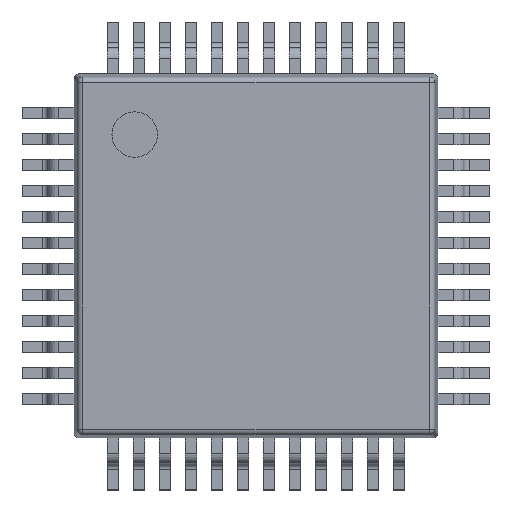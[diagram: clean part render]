
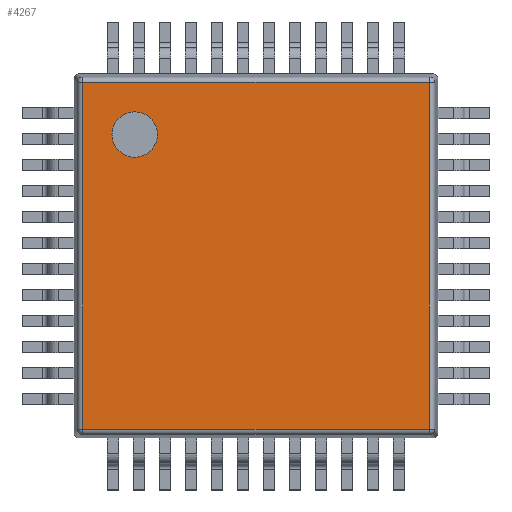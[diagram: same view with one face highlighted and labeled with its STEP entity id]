
A CAD part, top view. The second image highlights one B-rep face of the part: STEP entity #4267.
In plain terms, the highlighted planar face has unit normal (0, 0, 1).
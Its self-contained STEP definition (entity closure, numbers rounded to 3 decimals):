
#3171 = CYLINDRICAL_SURFACE('',#3172,0.1);
#3172 = AXIS2_PLACEMENT_3D('',#3173,#3174,#3175);
#3173 = CARTESIAN_POINT('',(0.164,0.074,1.5));
#3174 = DIRECTION('',(0.,1.,-0.));
#3175 = DIRECTION('',(-0.995,0.,0.105));
#3820 = VERTEX_POINT('',#3821);
#3821 = CARTESIAN_POINT('',(0.164,0.164,1.6));
#3841 = EDGE_CURVE('',#3820,#3842,#3844,.T.);
#3842 = VERTEX_POINT('',#3843);
#3843 = CARTESIAN_POINT('',(0.164,6.836,1.6));
#3844 = SURFACE_CURVE('',#3845,(#3849,#3856),.PCURVE_S1.);
#3845 = LINE('',#3846,#3847);
#3846 = CARTESIAN_POINT('',(0.164,0.074,1.6));
#3847 = VECTOR('',#3848,1.);
#3848 = DIRECTION('',(0.,1.,-0.));
#3849 = PCURVE('',#3171,#3850);
#3850 = DEFINITIONAL_REPRESENTATION('',(#3851),#3855);
#3851 = LINE('',#3852,#3853);
#3852 = CARTESIAN_POINT('',(1.466,0.));
#3853 = VECTOR('',#3854,1.);
#3854 = DIRECTION('',(0.,1.));
#3855 = ( GEOMETRIC_REPRESENTATION_CONTEXT(2) 
PARAMETRIC_REPRESENTATION_CONTEXT() REPRESENTATION_CONTEXT('2D SPACE',''
  ) );
#3856 = PCURVE('',#3857,#3862);
#3857 = PLANE('',#3858);
#3858 = AXIS2_PLACEMENT_3D('',#3859,#3860,#3861);
#3859 = CARTESIAN_POINT('',(0.,0.,1.6));
#3860 = DIRECTION('',(0.,0.,1.));
#3861 = DIRECTION('',(1.,0.,-0.));
#3862 = DEFINITIONAL_REPRESENTATION('',(#3863),#3867);
#3863 = LINE('',#3864,#3865);
#3864 = CARTESIAN_POINT('',(0.164,0.074));
#3865 = VECTOR('',#3866,1.);
#3866 = DIRECTION('',(0.,1.));
#3867 = ( GEOMETRIC_REPRESENTATION_CONTEXT(2) 
PARAMETRIC_REPRESENTATION_CONTEXT() REPRESENTATION_CONTEXT('2D SPACE',''
  ) );
#4037 = CYLINDRICAL_SURFACE('',#4038,0.1);
#4038 = AXIS2_PLACEMENT_3D('',#4039,#4040,#4041);
#4039 = CARTESIAN_POINT('',(0.074,6.836,1.5));
#4040 = DIRECTION('',(1.,0.,0.));
#4041 = DIRECTION('',(-0.,0.995,0.105));
#4210 = CYLINDRICAL_SURFACE('',#4211,0.1);
#4211 = AXIS2_PLACEMENT_3D('',#4212,#4213,#4214);
#4212 = CARTESIAN_POINT('',(0.074,0.164,1.5));
#4213 = DIRECTION('',(1.,-0.,0.));
#4214 = DIRECTION('',(-0.,-0.995,0.105));
#4267 = ADVANCED_FACE('',(#4268,#4343),#3857,.T.);
#4268 = FACE_BOUND('',#4269,.T.);
#4269 = EDGE_LOOP('',(#4270,#4271,#4294,#4322));
#4270 = ORIENTED_EDGE('',*,*,#3841,.F.);
#4271 = ORIENTED_EDGE('',*,*,#4272,.T.);
#4272 = EDGE_CURVE('',#3820,#4273,#4275,.T.);
#4273 = VERTEX_POINT('',#4274);
#4274 = CARTESIAN_POINT('',(6.836,0.164,1.6));
#4275 = SURFACE_CURVE('',#4276,(#4280,#4287),.PCURVE_S1.);
#4276 = LINE('',#4277,#4278);
#4277 = CARTESIAN_POINT('',(0.074,0.164,1.6));
#4278 = VECTOR('',#4279,1.);
#4279 = DIRECTION('',(1.,-0.,0.));
#4280 = PCURVE('',#3857,#4281);
#4281 = DEFINITIONAL_REPRESENTATION('',(#4282),#4286);
#4282 = LINE('',#4283,#4284);
#4283 = CARTESIAN_POINT('',(0.074,0.164));
#4284 = VECTOR('',#4285,1.);
#4285 = DIRECTION('',(1.,0.));
#4286 = ( GEOMETRIC_REPRESENTATION_CONTEXT(2) 
PARAMETRIC_REPRESENTATION_CONTEXT() REPRESENTATION_CONTEXT('2D SPACE',''
  ) );
#4287 = PCURVE('',#4210,#4288);
#4288 = DEFINITIONAL_REPRESENTATION('',(#4289),#4293);
#4289 = LINE('',#4290,#4291);
#4290 = CARTESIAN_POINT('',(-1.466,0.));
#4291 = VECTOR('',#4292,1.);
#4292 = DIRECTION('',(-0.,1.));
#4293 = ( GEOMETRIC_REPRESENTATION_CONTEXT(2) 
PARAMETRIC_REPRESENTATION_CONTEXT() REPRESENTATION_CONTEXT('2D SPACE',''
  ) );
#4294 = ORIENTED_EDGE('',*,*,#4295,.T.);
#4295 = EDGE_CURVE('',#4273,#4296,#4298,.T.);
#4296 = VERTEX_POINT('',#4297);
#4297 = CARTESIAN_POINT('',(6.836,6.836,1.6));
#4298 = SURFACE_CURVE('',#4299,(#4303,#4310),.PCURVE_S1.);
#4299 = LINE('',#4300,#4301);
#4300 = CARTESIAN_POINT('',(6.836,0.074,1.6));
#4301 = VECTOR('',#4302,1.);
#4302 = DIRECTION('',(0.,1.,-0.));
#4303 = PCURVE('',#3857,#4304);
#4304 = DEFINITIONAL_REPRESENTATION('',(#4305),#4309);
#4305 = LINE('',#4306,#4307);
#4306 = CARTESIAN_POINT('',(6.836,0.074));
#4307 = VECTOR('',#4308,1.);
#4308 = DIRECTION('',(0.,1.));
#4309 = ( GEOMETRIC_REPRESENTATION_CONTEXT(2) 
PARAMETRIC_REPRESENTATION_CONTEXT() REPRESENTATION_CONTEXT('2D SPACE',''
  ) );
#4310 = PCURVE('',#4311,#4316);
#4311 = CYLINDRICAL_SURFACE('',#4312,0.1);
#4312 = AXIS2_PLACEMENT_3D('',#4313,#4314,#4315);
#4313 = CARTESIAN_POINT('',(6.836,0.074,1.5));
#4314 = DIRECTION('',(0.,1.,-0.));
#4315 = DIRECTION('',(0.,0.,1.));
#4316 = DEFINITIONAL_REPRESENTATION('',(#4317),#4321);
#4317 = LINE('',#4318,#4319);
#4318 = CARTESIAN_POINT('',(0.,0.));
#4319 = VECTOR('',#4320,1.);
#4320 = DIRECTION('',(0.,1.));
#4321 = ( GEOMETRIC_REPRESENTATION_CONTEXT(2) 
PARAMETRIC_REPRESENTATION_CONTEXT() REPRESENTATION_CONTEXT('2D SPACE',''
  ) );
#4322 = ORIENTED_EDGE('',*,*,#4323,.F.);
#4323 = EDGE_CURVE('',#3842,#4296,#4324,.T.);
#4324 = SURFACE_CURVE('',#4325,(#4329,#4336),.PCURVE_S1.);
#4325 = LINE('',#4326,#4327);
#4326 = CARTESIAN_POINT('',(0.074,6.836,1.6));
#4327 = VECTOR('',#4328,1.);
#4328 = DIRECTION('',(1.,0.,0.));
#4329 = PCURVE('',#3857,#4330);
#4330 = DEFINITIONAL_REPRESENTATION('',(#4331),#4335);
#4331 = LINE('',#4332,#4333);
#4332 = CARTESIAN_POINT('',(0.074,6.836));
#4333 = VECTOR('',#4334,1.);
#4334 = DIRECTION('',(1.,0.));
#4335 = ( GEOMETRIC_REPRESENTATION_CONTEXT(2) 
PARAMETRIC_REPRESENTATION_CONTEXT() REPRESENTATION_CONTEXT('2D SPACE',''
  ) );
#4336 = PCURVE('',#4037,#4337);
#4337 = DEFINITIONAL_REPRESENTATION('',(#4338),#4342);
#4338 = LINE('',#4339,#4340);
#4339 = CARTESIAN_POINT('',(1.466,0.));
#4340 = VECTOR('',#4341,1.);
#4341 = DIRECTION('',(0.,1.));
#4342 = ( GEOMETRIC_REPRESENTATION_CONTEXT(2) 
PARAMETRIC_REPRESENTATION_CONTEXT() REPRESENTATION_CONTEXT('2D SPACE',''
  ) );
#4343 = FACE_BOUND('',#4344,.T.);
#4344 = EDGE_LOOP('',(#4345));
#4345 = ORIENTED_EDGE('',*,*,#4346,.F.);
#4346 = EDGE_CURVE('',#4347,#4347,#4349,.T.);
#4347 = VERTEX_POINT('',#4348);
#4348 = CARTESIAN_POINT('',(1.604,5.833,1.6));
#4349 = SURFACE_CURVE('',#4350,(#4355,#4362),.PCURVE_S1.);
#4350 = CIRCLE('',#4351,0.438);
#4351 = AXIS2_PLACEMENT_3D('',#4352,#4353,#4354);
#4352 = CARTESIAN_POINT('',(1.167,5.833,1.6));
#4353 = DIRECTION('',(0.,0.,1.));
#4354 = DIRECTION('',(1.,0.,-0.));
#4355 = PCURVE('',#3857,#4356);
#4356 = DEFINITIONAL_REPRESENTATION('',(#4357),#4361);
#4357 = CIRCLE('',#4358,0.438);
#4358 = AXIS2_PLACEMENT_2D('',#4359,#4360);
#4359 = CARTESIAN_POINT('',(1.167,5.833));
#4360 = DIRECTION('',(1.,0.));
#4361 = ( GEOMETRIC_REPRESENTATION_CONTEXT(2) 
PARAMETRIC_REPRESENTATION_CONTEXT() REPRESENTATION_CONTEXT('2D SPACE',''
  ) );
#4362 = PCURVE('',#4363,#4368);
#4363 = CYLINDRICAL_SURFACE('',#4364,0.438);
#4364 = AXIS2_PLACEMENT_3D('',#4365,#4366,#4367);
#4365 = CARTESIAN_POINT('',(1.167,5.833,1.5));
#4366 = DIRECTION('',(0.,0.,1.));
#4367 = DIRECTION('',(1.,0.,-0.));
#4368 = DEFINITIONAL_REPRESENTATION('',(#4369),#4373);
#4369 = LINE('',#4370,#4371);
#4370 = CARTESIAN_POINT('',(0.,0.1));
#4371 = VECTOR('',#4372,1.);
#4372 = DIRECTION('',(1.,0.));
#4373 = ( GEOMETRIC_REPRESENTATION_CONTEXT(2) 
PARAMETRIC_REPRESENTATION_CONTEXT() REPRESENTATION_CONTEXT('2D SPACE',''
  ) );
